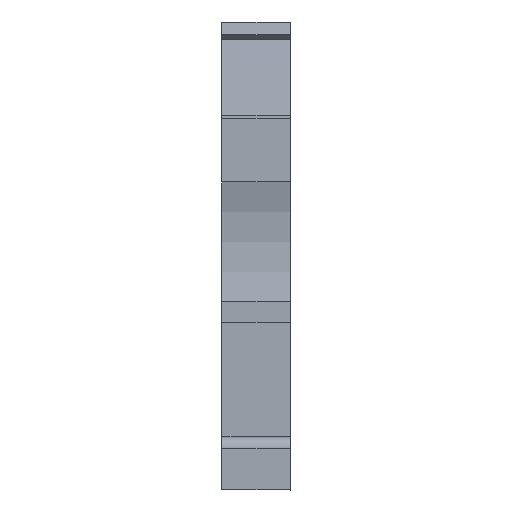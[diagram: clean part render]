
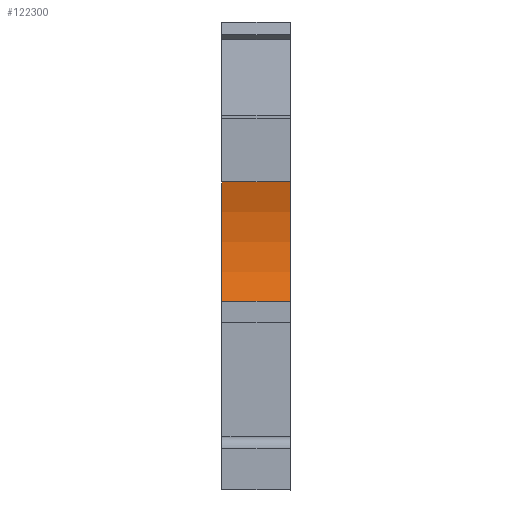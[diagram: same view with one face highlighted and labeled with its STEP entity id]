
A CAD part, front view. The second image highlights one B-rep face of the part: STEP entity #122300.
In plain terms, the highlighted cylindrical face has radius 15 mm (diameter 30 mm), a partial arc.
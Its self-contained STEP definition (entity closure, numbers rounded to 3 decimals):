
#3030=CARTESIAN_POINT('',(-1.934,8.359,
0.));
#3040=VERTEX_POINT('',#3030);
#3070=CARTESIAN_POINT('',(-16.685,11.081,
0.));
#3080=DIRECTION('',(0.,0.,-1.));
#3090=DIRECTION('',(1.,0.,0.));
#3100=AXIS2_PLACEMENT_3D('',#3070,#3080,#3090);
#3110=CIRCLE('',#3100,15.);
#3120=CARTESIAN_POINT('',(-3.031,17.292,
0.));
#3130=VERTEX_POINT('',#3120);
#3140=EDGE_CURVE('',#3130,#3040,#3110,.T.);
#11910=CARTESIAN_POINT('',(-3.031,17.292,
-5.15));
#11920=VERTEX_POINT('',#11910);
#11950=CARTESIAN_POINT('',(-16.685,11.081,
-5.15));
#11960=DIRECTION('',(0.,0.,-1.));
#11970=DIRECTION('',(1.,0.,0.));
#11980=AXIS2_PLACEMENT_3D('',#11950,#11960,#11970);
#11990=CIRCLE('',#11980,15.);
#12000=CARTESIAN_POINT('',(-1.934,8.359,
-5.15));
#12010=VERTEX_POINT('',#12000);
#12020=EDGE_CURVE('',#11920,#12010,#11990,.T.);
#121960=CARTESIAN_POINT('',(-1.934,8.359,
-5.15));
#121970=DIRECTION('',(0.,0.,1.));
#121980=VECTOR('',#121970,1.);
#121990=LINE('',#121960,#121980);
#122000=EDGE_CURVE('',#12010,#3040,#121990,.T.);
#122140=CARTESIAN_POINT('',(-16.685,11.081,
-5.15));
#122150=DIRECTION('',(0.,0.,-1.));
#122160=DIRECTION('',(1.,0.,0.));
#122170=AXIS2_PLACEMENT_3D('',#122140,#122150,#122160);
#122180=CYLINDRICAL_SURFACE('',#122170,15.);
#122190=ORIENTED_EDGE('',*,*,#12020,.T.);
#122200=CARTESIAN_POINT('',(-3.031,17.292,
-5.15));
#122210=DIRECTION('',(0.,0.,1.));
#122220=VECTOR('',#122210,1.);
#122230=LINE('',#122200,#122220);
#122240=EDGE_CURVE('',#11920,#3130,#122230,.T.);
#122250=ORIENTED_EDGE('',*,*,#122240,.F.);
#122260=ORIENTED_EDGE('',*,*,#3140,.F.);
#122270=ORIENTED_EDGE('',*,*,#122000,.T.);
#122280=EDGE_LOOP('',(#122270,#122260,#122250,#122190));
#122290=FACE_OUTER_BOUND('',#122280,.T.);
#122300=ADVANCED_FACE('',(#122290),#122180,.F.);
